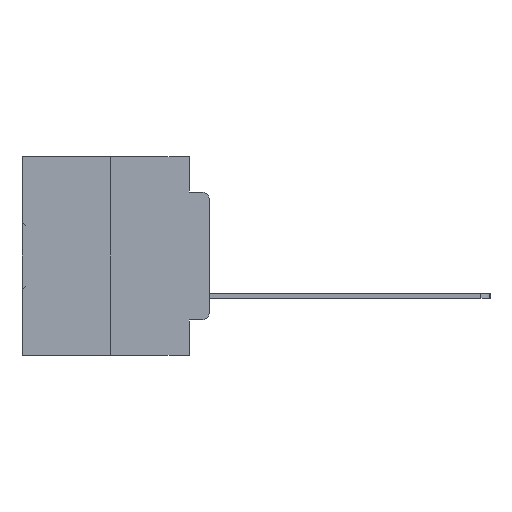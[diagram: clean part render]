
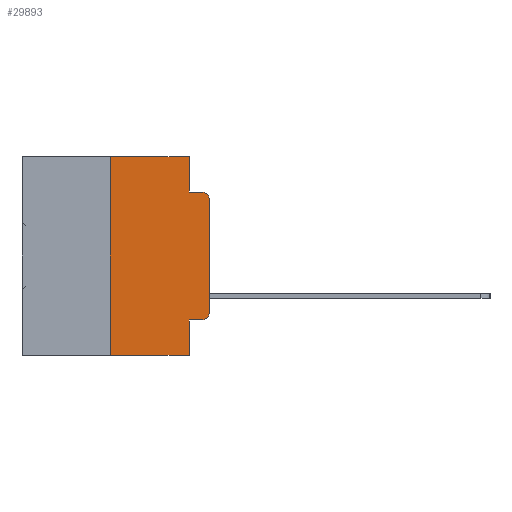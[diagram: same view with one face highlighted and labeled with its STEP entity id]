
A CAD part, left-side view. The second image highlights one B-rep face of the part: STEP entity #29893.
In plain terms, the highlighted planar face has unit normal (-1, 0, 0).
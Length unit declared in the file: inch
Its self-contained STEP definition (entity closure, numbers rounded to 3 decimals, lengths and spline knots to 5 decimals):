
#698 = ORIENTED_EDGE ( 'NONE', *, *, #6597, .T. ) ;
#1073 = EDGE_CURVE ( 'NONE', #27936, #2303, #30558, .T. ) ;
#1314 = DIRECTION ( 'NONE',  ( 1., 0., 0. ) ) ;
#1353 = VECTOR ( 'NONE', #18717, 39.37008 ) ;
#1701 = DIRECTION ( 'NONE',  ( 0., 0., -1. ) ) ;
#1783 = DIRECTION ( 'NONE',  ( 0., 0., -1. ) ) ;
#2303 = VERTEX_POINT ( 'NONE', #16644 ) ;
#2357 = CARTESIAN_POINT ( 'NONE',  ( 0., 0.25, 0. ) ) ;
#2409 = ORIENTED_EDGE ( 'NONE', *, *, #24383, .F. ) ;
#3839 = CARTESIAN_POINT ( 'NONE',  ( 0., 0.051, -0.0885 ) ) ;
#4978 = AXIS2_PLACEMENT_3D ( 'NONE', #32935, #1314, #20205 ) ;
#5383 = CIRCLE ( 'NONE', #20175, 0.02 ) ;
#5701 = LINE ( 'NONE', #20503, #32830 ) ;
#5909 = LINE ( 'NONE', #33190, #26312 ) ;
#6597 = EDGE_CURVE ( 'NONE', #8168, #2303, #5383, .T. ) ;
#7360 = VERTEX_POINT ( 'NONE', #20615 ) ;
#7376 = EDGE_LOOP ( 'NONE', ( #21356, #698, #22182, #23012, #2409, #17633, #24634, #32140, #26237, #14709 ) ) ;
#7413 = EDGE_CURVE ( 'NONE', #23668, #33505, #7873, .T. ) ;
#7873 = LINE ( 'NONE', #20836, #20488 ) ;
#7932 = AXIS2_PLACEMENT_3D ( 'NONE', #8778, #27315, #11482 ) ;
#8168 = VERTEX_POINT ( 'NONE', #26651 ) ;
#8244 = CARTESIAN_POINT ( 'NONE',  ( 0., 0.051, -0.0885 ) ) ;
#8253 = VECTOR ( 'NONE', #28112, 39.37008 ) ;
#8759 = VERTEX_POINT ( 'NONE', #2357 ) ;
#8778 = CARTESIAN_POINT ( 'NONE',  ( 0., 0.02, -0.3915 ) ) ;
#9106 = LINE ( 'NONE', #12335, #8253 ) ;
#10096 = LINE ( 'NONE', #16002, #23446 ) ;
#11333 = VERTEX_POINT ( 'NONE', #21404 ) ;
#11482 = DIRECTION ( 'NONE',  ( 0., 0., -1. ) ) ;
#12335 = CARTESIAN_POINT ( 'NONE',  ( 0., 0.473, 0. ) ) ;
#12603 = CARTESIAN_POINT ( 'NONE',  ( 0., 0.051, 0. ) ) ;
#13663 = CIRCLE ( 'NONE', #7932, 0.02 ) ;
#14061 = LINE ( 'NONE', #14836, #26442 ) ;
#14709 = ORIENTED_EDGE ( 'NONE', *, *, #19885, .T. ) ;
#14829 = PLANE ( 'NONE',  #4978 ) ;
#14836 = CARTESIAN_POINT ( 'NONE',  ( 0., 0.25, 0. ) ) ;
#14970 = CARTESIAN_POINT ( 'NONE',  ( 0., 0.051, -0.5 ) ) ;
#15460 = DIRECTION ( 'NONE',  ( 0., -1., 0. ) ) ;
#15749 = LINE ( 'NONE', #34050, #1353 ) ;
#16002 = CARTESIAN_POINT ( 'NONE',  ( 0., 0.051, 0. ) ) ;
#16057 = VERTEX_POINT ( 'NONE', #12603 ) ;
#16240 = EDGE_CURVE ( 'NONE', #16057, #27936, #10096, .T. ) ;
#16644 = CARTESIAN_POINT ( 'NONE',  ( 0., 0.02, -0.0885 ) ) ;
#17521 = DIRECTION ( 'NONE',  ( 0., 0., 1. ) ) ;
#17633 = ORIENTED_EDGE ( 'NONE', *, *, #19424, .F. ) ;
#17991 = DIRECTION ( 'NONE',  ( -1., 0., 0. ) ) ;
#18717 = DIRECTION ( 'NONE',  ( 0., 0., 1. ) ) ;
#19424 = EDGE_CURVE ( 'NONE', #23668, #8759, #14061, .T. ) ;
#19728 = DIRECTION ( 'NONE',  ( 0., -1., 0. ) ) ;
#19885 = EDGE_CURVE ( 'NONE', #27899, #7360, #13663, .T. ) ;
#20175 = AXIS2_PLACEMENT_3D ( 'NONE', #33365, #17991, #1783 ) ;
#20205 = DIRECTION ( 'NONE',  ( 0., 0., -1. ) ) ;
#20488 = VECTOR ( 'NONE', #15460, 39.37008 ) ;
#20503 = CARTESIAN_POINT ( 'NONE',  ( 0., 0.051, -0.4115 ) ) ;
#20615 = CARTESIAN_POINT ( 'NONE',  ( 0., 0., -0.3915 ) ) ;
#20836 = CARTESIAN_POINT ( 'NONE',  ( 0., 0.473, -0.5 ) ) ;
#21356 = ORIENTED_EDGE ( 'NONE', *, *, #25739, .T. ) ;
#21404 = CARTESIAN_POINT ( 'NONE',  ( 0., 0.051, -0.4115 ) ) ;
#22182 = ORIENTED_EDGE ( 'NONE', *, *, #1073, .F. ) ;
#23012 = ORIENTED_EDGE ( 'NONE', *, *, #16240, .F. ) ;
#23323 = FACE_OUTER_BOUND ( 'NONE', #7376, .T. ) ;
#23446 = VECTOR ( 'NONE', #24006, 39.37008 ) ;
#23668 = VERTEX_POINT ( 'NONE', #29012 ) ;
#23828 = VECTOR ( 'NONE', #19728, 39.37008 ) ;
#24006 = DIRECTION ( 'NONE',  ( 0., 0., -1. ) ) ;
#24383 = EDGE_CURVE ( 'NONE', #8759, #16057, #9106, .T. ) ;
#24634 = ORIENTED_EDGE ( 'NONE', *, *, #7413, .T. ) ;
#25739 = EDGE_CURVE ( 'NONE', #7360, #8168, #15749, .T. ) ;
#26237 = ORIENTED_EDGE ( 'NONE', *, *, #30592, .T. ) ;
#26312 = VECTOR ( 'NONE', #1701, 39.37008 ) ;
#26442 = VECTOR ( 'NONE', #17521, 39.37008 ) ;
#26651 = CARTESIAN_POINT ( 'NONE',  ( 0., 0., -0.1085 ) ) ;
#27315 = DIRECTION ( 'NONE',  ( -1., 0., 0. ) ) ;
#27480 = EDGE_CURVE ( 'NONE', #11333, #33505, #5909, .T. ) ;
#27899 = VERTEX_POINT ( 'NONE', #32597 ) ;
#27936 = VERTEX_POINT ( 'NONE', #3839 ) ;
#28112 = DIRECTION ( 'NONE',  ( 0., -1., 0. ) ) ;
#28396 = DIRECTION ( 'NONE',  ( 0., -1., 0. ) ) ;
#29012 = CARTESIAN_POINT ( 'NONE',  ( 0., 0.25, -0.5 ) ) ;
#29893 = ADVANCED_FACE ( 'NONE', ( #23323 ), #14829, .F. ) ;
#30558 = LINE ( 'NONE', #8244, #23828 ) ;
#30592 = EDGE_CURVE ( 'NONE', #11333, #27899, #5701, .T. ) ;
#32140 = ORIENTED_EDGE ( 'NONE', *, *, #27480, .F. ) ;
#32597 = CARTESIAN_POINT ( 'NONE',  ( 0., 0.02, -0.4115 ) ) ;
#32830 = VECTOR ( 'NONE', #28396, 39.37008 ) ;
#32935 = CARTESIAN_POINT ( 'NONE',  ( 0., 0.473, 0. ) ) ;
#33190 = CARTESIAN_POINT ( 'NONE',  ( 0., 0.051, 0. ) ) ;
#33365 = CARTESIAN_POINT ( 'NONE',  ( 0., 0.02, -0.1085 ) ) ;
#33505 = VERTEX_POINT ( 'NONE', #14970 ) ;
#34050 = CARTESIAN_POINT ( 'NONE',  ( 0., 0., 0. ) ) ;
